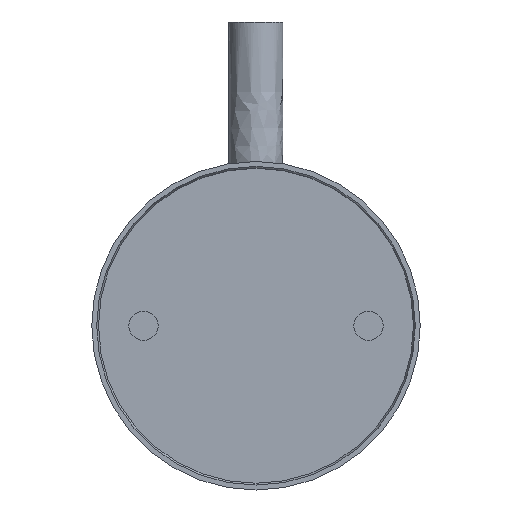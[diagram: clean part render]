
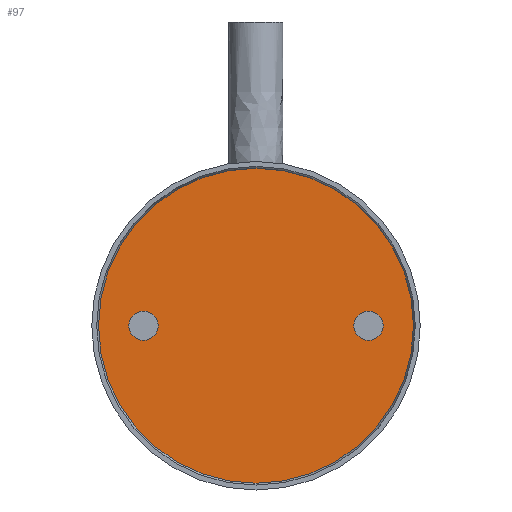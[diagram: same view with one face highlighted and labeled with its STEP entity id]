
A CAD part, left-side view. The second image highlights one B-rep face of the part: STEP entity #97.
In plain terms, the highlighted planar face has unit normal (-1, 0, 0).
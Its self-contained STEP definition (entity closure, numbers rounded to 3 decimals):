
#75=PLANE('',#413);
#97=ADVANCED_FACE('',(#134,#135,#136),#75,.F.);
#134=FACE_BOUND('',#173,.T.);
#135=FACE_BOUND('',#174,.T.);
#136=FACE_BOUND('',#175,.T.);
#173=EDGE_LOOP('',(#218));
#174=EDGE_LOOP('',(#219));
#175=EDGE_LOOP('',(#220));
#218=ORIENTED_EDGE('',*,*,#322,.F.);
#219=ORIENTED_EDGE('',*,*,#323,.F.);
#220=ORIENTED_EDGE('',*,*,#318,.F.);
#287=VERTEX_POINT('',#547);
#291=VERTEX_POINT('',#638);
#292=VERTEX_POINT('',#640);
#318=EDGE_CURVE('',#287,#287,#363,.T.);
#322=EDGE_CURVE('',#291,#291,#366,.T.);
#323=EDGE_CURVE('',#292,#292,#367,.T.);
#363=CIRCLE('',#406,35.);
#366=CIRCLE('',#411,3.25);
#367=CIRCLE('',#412,3.25);
#406=AXIS2_PLACEMENT_3D('',#546,#456,#457);
#411=AXIS2_PLACEMENT_3D('',#637,#466,#467);
#412=AXIS2_PLACEMENT_3D('',#639,#468,#469);
#413=AXIS2_PLACEMENT_3D('',#641,#470,#471);
#456=DIRECTION('',(1.,0.,0.));
#457=DIRECTION('',(0.,1.,0.));
#466=DIRECTION('',(-1.,0.,0.));
#467=DIRECTION('',(0.,1.,0.));
#468=DIRECTION('',(-1.,0.,0.));
#469=DIRECTION('',(0.,1.,0.));
#470=DIRECTION('',(1.,0.,0.));
#471=DIRECTION('',(0.,0.,-1.));
#546=CARTESIAN_POINT('',(0.,0.,0.));
#547=CARTESIAN_POINT('',(0.,35.,0.));
#637=CARTESIAN_POINT('',(0.,-25.,0.));
#638=CARTESIAN_POINT('',(0.,-21.75,0.));
#639=CARTESIAN_POINT('',(0.,25.,0.));
#640=CARTESIAN_POINT('',(0.,28.25,0.));
#641=CARTESIAN_POINT('',(0.,0.,0.));
